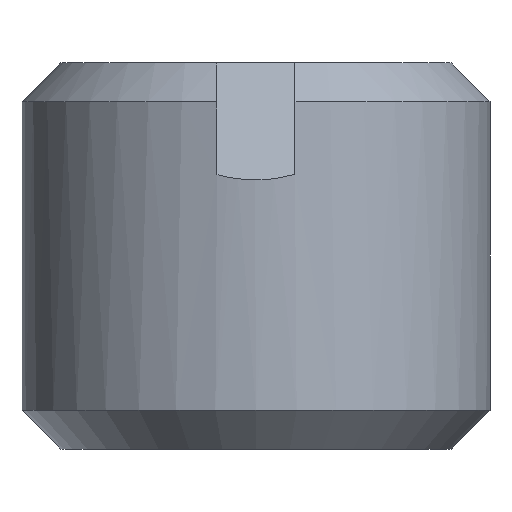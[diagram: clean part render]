
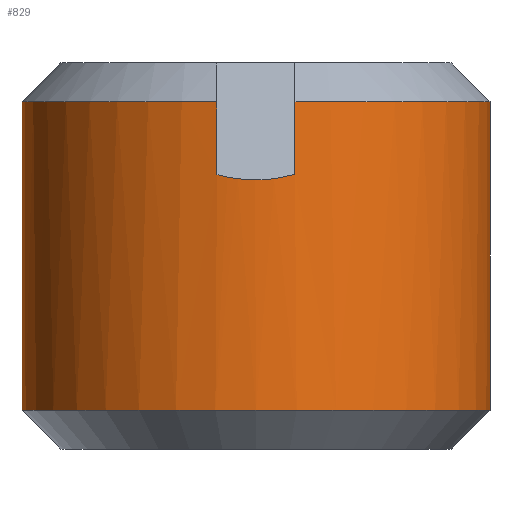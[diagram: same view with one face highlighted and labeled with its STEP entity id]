
A CAD part, front view. The second image highlights one B-rep face of the part: STEP entity #829.
In plain terms, the highlighted cylindrical face has radius 3 mm (diameter 6 mm), a partial arc.
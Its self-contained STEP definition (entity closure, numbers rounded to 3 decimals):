
#7 = DIRECTION ( 'NONE',  ( 0., 0., -1. ) ) ;
#13 = CARTESIAN_POINT ( 'NONE',  ( 0.5, -2.958, 1.045 ) ) ;
#17 = CARTESIAN_POINT ( 'NONE',  ( 0.168, -3.014, 0.951 ) ) ;
#23 = DIRECTION ( 'NONE',  ( 1., 0., 0. ) ) ;
#26 = EDGE_LOOP ( 'NONE', ( #715, #1231, #1317, #1105, #612, #478, #1353, #236 ) ) ;
#44 = AXIS2_PLACEMENT_3D ( 'NONE', #1027, #628, #736 ) ;
#88 = CIRCLE ( 'NONE', #723, 3. ) ;
#106 = CARTESIAN_POINT ( 'NONE',  ( -0.5, -2.958, 1.975 ) ) ;
#108 = DIRECTION ( 'NONE',  ( 0., 0., -1. ) ) ;
#113 = DIRECTION ( 'NONE',  ( 1., 0., 0. ) ) ;
#174 = CARTESIAN_POINT ( 'NONE',  ( -3., 0., -1.975 ) ) ;
#193 = EDGE_CURVE ( 'NONE', #859, #1048, #912, .T. ) ;
#202 = VERTEX_POINT ( 'NONE', #433 ) ;
#214 = LINE ( 'NONE', #234, #1197 ) ;
#226 = VECTOR ( 'NONE', #728, 1000. ) ;
#234 = CARTESIAN_POINT ( 'NONE',  ( -0.5, -2.958, 2.475 ) ) ;
#236 = ORIENTED_EDGE ( 'NONE', *, *, #193, .F. ) ;
#261 = EDGE_CURVE ( 'NONE', #1129, #674, #88, .T. ) ;
#333 = DIRECTION ( 'NONE',  ( 0., 0., 1. ) ) ;
#377 = CARTESIAN_POINT ( 'NONE',  ( -3., 0., 1.975 ) ) ;
#423 = EDGE_CURVE ( 'NONE', #202, #463, #693, .T. ) ;
#433 = CARTESIAN_POINT ( 'NONE',  ( 0.5, -2.958, 1.045 ) ) ;
#443 = CARTESIAN_POINT ( 'NONE',  ( 0., 0., 1.975 ) ) ;
#444 = LINE ( 'NONE', #969, #973 ) ;
#461 = CARTESIAN_POINT ( 'NONE',  ( -0.5, -2.958, 1.045 ) ) ;
#463 = VERTEX_POINT ( 'NONE', #666 ) ;
#478 = ORIENTED_EDGE ( 'NONE', *, *, #261, .T. ) ;
#485 = EDGE_CURVE ( 'NONE', #1109, #1323, #1276, .T. ) ;
#551 = DIRECTION ( 'NONE',  ( 0., 0., -1. ) ) ;
#573 = EDGE_CURVE ( 'NONE', #202, #1323, #444, .T. ) ;
#612 = ORIENTED_EDGE ( 'NONE', *, *, #1186, .T. ) ;
#620 = LINE ( 'NONE', #1041, #1292 ) ;
#621 = CYLINDRICAL_SURFACE ( 'NONE', #44, 3. ) ;
#628 = DIRECTION ( 'NONE',  ( 0., 0., -1. ) ) ;
#666 = CARTESIAN_POINT ( 'NONE',  ( -0.5, -2.958, 1.045 ) ) ;
#670 = CARTESIAN_POINT ( 'NONE',  ( 0., 0., 1.975 ) ) ;
#674 = VERTEX_POINT ( 'NONE', #377 ) ;
#693 =( BOUNDED_CURVE ( )  B_SPLINE_CURVE ( 3, ( #13, #17, #1283, #461 ),
 .UNSPECIFIED., .F., .F. ) 
 B_SPLINE_CURVE_WITH_KNOTS ( ( 4, 4 ),
 ( 6.116, 6.451 ),
 .UNSPECIFIED. ) 
 CURVE ( )  GEOMETRIC_REPRESENTATION_ITEM ( )  RATIONAL_B_SPLINE_CURVE ( ( 1., 0.991, 0.991, 1. ) ) 
 REPRESENTATION_ITEM ( '' )  );
#715 = ORIENTED_EDGE ( 'NONE', *, *, #746, .F. ) ;
#723 = AXIS2_PLACEMENT_3D ( 'NONE', #443, #551, #113 ) ;
#728 = DIRECTION ( 'NONE',  ( 0., 0., -1. ) ) ;
#729 = CARTESIAN_POINT ( 'NONE',  ( 0., 0., -1.975 ) ) ;
#736 = DIRECTION ( 'NONE',  ( -1., 0., 0. ) ) ;
#746 = EDGE_CURVE ( 'NONE', #1109, #859, #620, .T. ) ;
#791 = FACE_OUTER_BOUND ( 'NONE', #26, .T. ) ;
#825 = AXIS2_PLACEMENT_3D ( 'NONE', #670, #1287, #23 ) ;
#829 = ADVANCED_FACE ( 'NONE', ( #791 ), #621, .T. ) ;
#859 = VERTEX_POINT ( 'NONE', #1163 ) ;
#860 = DIRECTION ( 'NONE',  ( 0., 0., 1. ) ) ;
#912 = CIRCLE ( 'NONE', #1348, 3. ) ;
#969 = CARTESIAN_POINT ( 'NONE',  ( 0.5, -2.958, 2.475 ) ) ;
#973 = VECTOR ( 'NONE', #860, 1000. ) ;
#1004 = LINE ( 'NONE', #1036, #226 ) ;
#1027 = CARTESIAN_POINT ( 'NONE',  ( 0., 0., 2.475 ) ) ;
#1036 = CARTESIAN_POINT ( 'NONE',  ( -3., 0., 2.475 ) ) ;
#1041 = CARTESIAN_POINT ( 'NONE',  ( 3., 0., 2.475 ) ) ;
#1047 = CARTESIAN_POINT ( 'NONE',  ( 3., 0., 1.975 ) ) ;
#1048 = VERTEX_POINT ( 'NONE', #174 ) ;
#1103 = CARTESIAN_POINT ( 'NONE',  ( 0.5, -2.958, 1.975 ) ) ;
#1105 = ORIENTED_EDGE ( 'NONE', *, *, #423, .T. ) ;
#1109 = VERTEX_POINT ( 'NONE', #1047 ) ;
#1114 = EDGE_CURVE ( 'NONE', #674, #1048, #1004, .T. ) ;
#1129 = VERTEX_POINT ( 'NONE', #106 ) ;
#1163 = CARTESIAN_POINT ( 'NONE',  ( 3., 0., -1.975 ) ) ;
#1186 = EDGE_CURVE ( 'NONE', #463, #1129, #214, .T. ) ;
#1197 = VECTOR ( 'NONE', #333, 1000. ) ;
#1231 = ORIENTED_EDGE ( 'NONE', *, *, #485, .T. ) ;
#1245 = DIRECTION ( 'NONE',  ( 1., 0., 0. ) ) ;
#1276 = CIRCLE ( 'NONE', #825, 3. ) ;
#1283 = CARTESIAN_POINT ( 'NONE',  ( -0.168, -3.014, 0.951 ) ) ;
#1287 = DIRECTION ( 'NONE',  ( 0., 0., -1. ) ) ;
#1292 = VECTOR ( 'NONE', #108, 1000. ) ;
#1317 = ORIENTED_EDGE ( 'NONE', *, *, #573, .F. ) ;
#1323 = VERTEX_POINT ( 'NONE', #1103 ) ;
#1348 = AXIS2_PLACEMENT_3D ( 'NONE', #729, #7, #1245 ) ;
#1353 = ORIENTED_EDGE ( 'NONE', *, *, #1114, .T. ) ;
